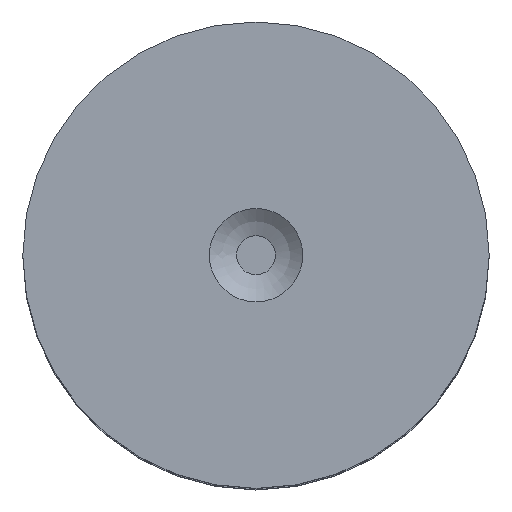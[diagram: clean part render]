
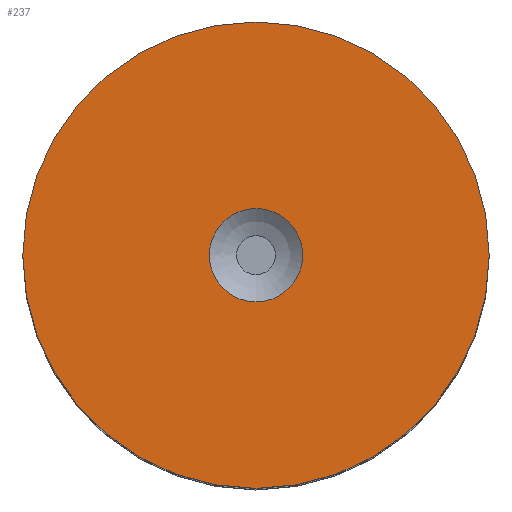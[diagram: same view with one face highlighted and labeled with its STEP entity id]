
A CAD part, top view. The second image highlights one B-rep face of the part: STEP entity #237.
In plain terms, the highlighted planar face has unit normal (0, 0, 1).
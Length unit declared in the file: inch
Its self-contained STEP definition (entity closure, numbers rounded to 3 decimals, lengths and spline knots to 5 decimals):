
#26=FACE_BOUND('',#77,.T.);
#35=PLANE('',#290);
#53=FACE_OUTER_BOUND('',#76,.T.);
#76=EDGE_LOOP('',(#210));
#77=EDGE_LOOP('',(#211));
#109=CIRCLE('',#280,0.32496);
#113=CIRCLE('',#288,1.625);
#127=VERTEX_POINT('',#418);
#131=VERTEX_POINT('',#433);
#151=EDGE_CURVE('',#127,#127,#109,.T.);
#157=EDGE_CURVE('',#131,#131,#113,.T.);
#210=ORIENTED_EDGE('',*,*,#157,.T.);
#211=ORIENTED_EDGE('',*,*,#151,.T.);
#237=ADVANCED_FACE('',(#53,#26),#35,.T.);
#280=AXIS2_PLACEMENT_3D('',#420,#349,#350);
#288=AXIS2_PLACEMENT_3D('',#434,#367,#368);
#290=AXIS2_PLACEMENT_3D('',#438,#372,#373);
#349=DIRECTION('center_axis',(0.,0.,-1.));
#350=DIRECTION('ref_axis',(0.,1.,0.));
#367=DIRECTION('center_axis',(0.,0.,1.));
#368=DIRECTION('ref_axis',(1.,0.,0.));
#372=DIRECTION('center_axis',(0.,0.,1.));
#373=DIRECTION('ref_axis',(1.,0.,0.));
#418=CARTESIAN_POINT('',(-0.32496,0.,6.5));
#420=CARTESIAN_POINT('Origin',(0.,0.,6.5));
#433=CARTESIAN_POINT('',(-1.625,0.,6.5));
#434=CARTESIAN_POINT('Origin',(0.,0.,6.5));
#438=CARTESIAN_POINT('Origin',(0.,0.,6.5));
